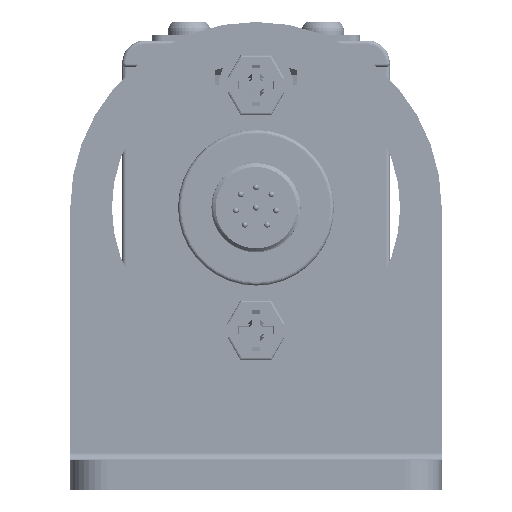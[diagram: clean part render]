
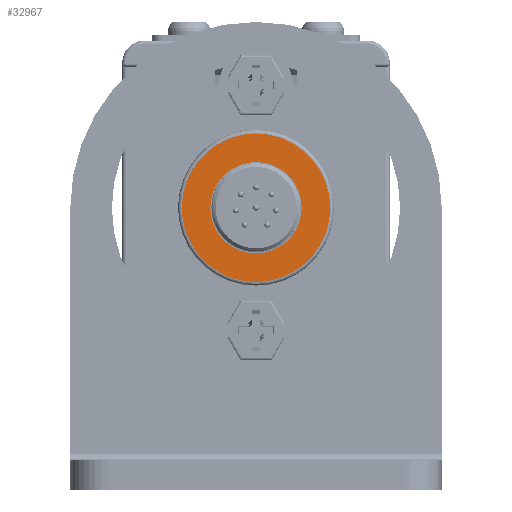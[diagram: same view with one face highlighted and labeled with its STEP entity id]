
A CAD part, front view. The second image highlights one B-rep face of the part: STEP entity #32967.
In plain terms, the highlighted face is planar.
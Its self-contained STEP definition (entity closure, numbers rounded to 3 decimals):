
#29794=CARTESIAN_POINT('',(0.,22.5,4.));
#29795=DIRECTION('',(0.,0.,1.));
#29796=DIRECTION('',(1.,0.,0.));
#29797=AXIS2_PLACEMENT_3D('',#29794,#29795,#29796);
#29809=CARTESIAN_POINT('',(0.,22.5,4.));
#29810=DIRECTION('',(0.,0.,1.));
#29811=DIRECTION('',(1.,0.,0.));
#29812=AXIS2_PLACEMENT_3D('',#29809,#29810,#29811);
#29814=CARTESIAN_POINT('',(0.,22.5,4.));
#29815=DIRECTION('',(0.,0.,1.));
#29816=DIRECTION('',(-1.,0.,0.));
#29817=AXIS2_PLACEMENT_3D('',#29814,#29815,#29816);
#29819=CARTESIAN_POINT('',(0.,22.5,4.));
#29820=DIRECTION('',(0.,0.,1.));
#29821=DIRECTION('',(-1.,0.,0.));
#29822=AXIS2_PLACEMENT_3D('',#29819,#29820,#29821);
#31468=CARTESIAN_POINT('',(6.15,22.5,4.));
#31469=CARTESIAN_POINT('',(-6.15,22.5,4.));
#31470=VERTEX_POINT('',#31468);
#31471=VERTEX_POINT('',#31469);
#31776=CARTESIAN_POINT('',(10.,22.5,4.));
#31777=CARTESIAN_POINT('',(-10.,22.5,4.));
#31778=VERTEX_POINT('',#31776);
#31779=VERTEX_POINT('',#31777);
#32951=CARTESIAN_POINT('',(0.,0.,4.));
#32952=DIRECTION('',(0.,0.,1.));
#32953=DIRECTION('',(1.,0.,0.));
#32954=AXIS2_PLACEMENT_3D('',#32951,#32952,#32953);
#32955=PLANE('',#32954);
#32956=ORIENTED_EDGE('',*,*,#32941,.F.);
#32958=ORIENTED_EDGE('',*,*,#32957,.F.);
#32959=EDGE_LOOP('',(#32956,#32958));
#32960=FACE_OUTER_BOUND('',#32959,.F.);
#32962=ORIENTED_EDGE('',*,*,#32961,.T.);
#32964=ORIENTED_EDGE('',*,*,#32963,.T.);
#32965=EDGE_LOOP('',(#32962,#32964));
#32966=FACE_BOUND('',#32965,.F.);
#32967=ADVANCED_FACE('',(#32960,#32966),#32955,.T.);
#29798=CIRCLE('',#29797,10.);
#29813=CIRCLE('',#29812,6.15);
#29818=CIRCLE('',#29817,6.15);
#29823=CIRCLE('',#29822,10.);
#32941=EDGE_CURVE('',#31778,#31779,#29798,.T.);
#32957=EDGE_CURVE('',#31779,#31778,#29823,.T.);
#32961=EDGE_CURVE('',#31470,#31471,#29813,.T.);
#32963=EDGE_CURVE('',#31471,#31470,#29818,.T.);
